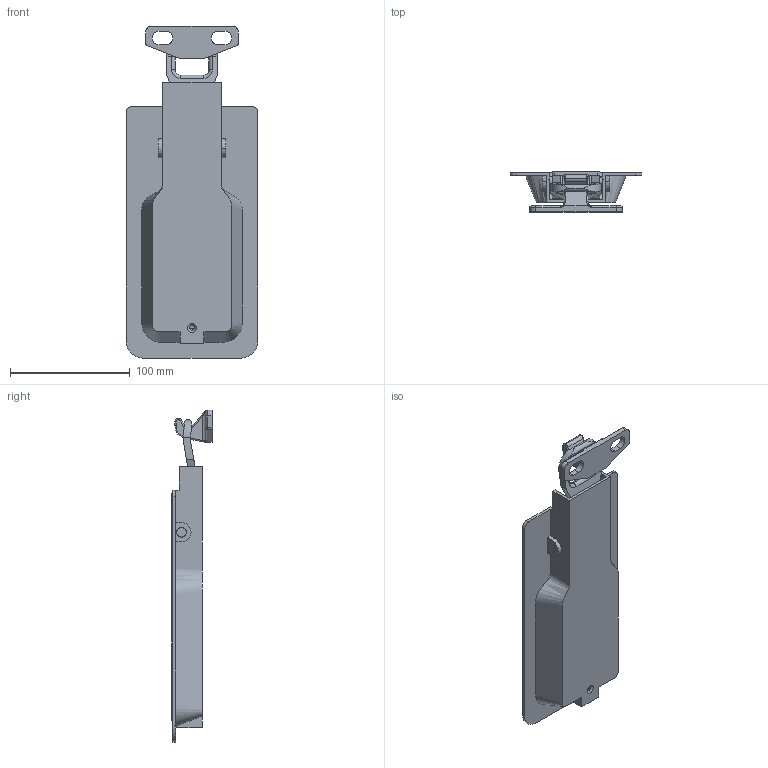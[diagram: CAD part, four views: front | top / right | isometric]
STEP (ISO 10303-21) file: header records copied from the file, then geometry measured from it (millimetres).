
FILE_DESCRIPTION (( 'STEP AP203' ), '1' );
FILE_NAME ('C-845.STEP', '2019-04-04T03:54:45', ( '' ), ( '' ), 'SwSTEP 2.0', 'SolidWorks 2014', '' );
FILE_SCHEMA (( 'CONFIG_CONTROL_DESIGN' ));
Length unit declared in the file: millimetre
Products named in the file (10): C-845_リンク軸; Φ6用E形止め輪_; C-845板バネ_; C-845_トレイ; C-845; C-845_フック; C-845_リンクアーム; C-845_ハンドル; C-845_掛け金; C-845_ハンドル軸
Assembly tree (12 placements, depth 2):
  C-845
    C-845_トレイ
    C-845_フック
    C-845_リンクアーム
    C-845_ハンドル
    C-845_掛け金
    C-845_ハンドル軸  x2
    C-845_リンク軸  x2
    Φ6用E形止め輪_  x2
    C-845板バネ_
Bounding box: 110 x 33.5 x 277 mm (x, y, z)
Volume: 162978.3 mm3; surface area: 103627.4 mm2
Topology: 12 solids, 12 shells, 353 faces, 929 edges, 602 vertices
Faces by surface type: cylinder 171, plane 141, bspline 21, torus 18, cone 2
Entity records: 20210 total; most frequent: CARTESIAN_POINT 11272, ORIENTED_EDGE 1672, DIRECTION 1632, EDGE_CURVE 836, AXIS2_PLACEMENT_3D 592, VERTEX_POINT 540, VECTOR 448, LINE 448
